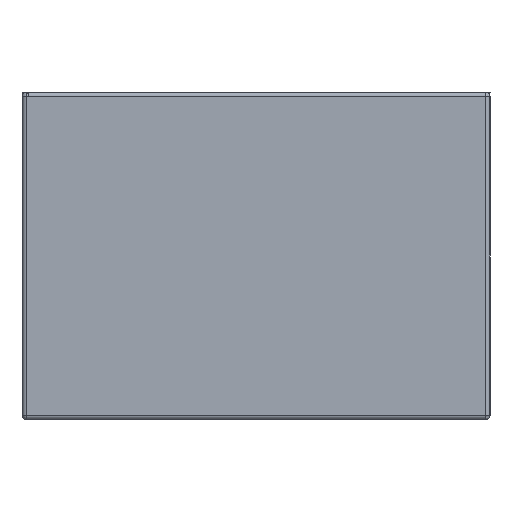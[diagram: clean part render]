
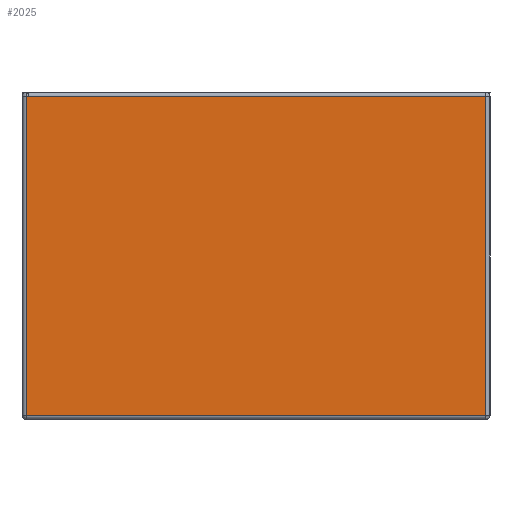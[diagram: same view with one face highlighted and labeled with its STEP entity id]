
A CAD part, left-side view. The second image highlights one B-rep face of the part: STEP entity #2025.
In plain terms, the highlighted planar face has unit normal (-1, 0, 0).
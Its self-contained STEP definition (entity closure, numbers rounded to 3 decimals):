
#176=FACE_OUTER_BOUND('',#283,.T.);
#283=EDGE_LOOP('',(#1520,#1521,#1522,#1523));
#522=LINE('',#2898,#628);
#569=LINE('',#3500,#675);
#570=LINE('',#3501,#676);
#571=LINE('',#3502,#677);
#628=VECTOR('',#2321,1000.);
#675=VECTOR('',#2476,1000.);
#676=VECTOR('',#2477,1000.);
#677=VECTOR('',#2478,1000.);
#744=VERTEX_POINT('',#2894);
#745=VERTEX_POINT('',#2896);
#873=VERTEX_POINT('',#3498);
#874=VERTEX_POINT('',#3499);
#979=EDGE_CURVE('',#745,#744,#522,.T.);
#1141=EDGE_CURVE('',#873,#874,#569,.T.);
#1142=EDGE_CURVE('',#874,#744,#570,.T.);
#1143=EDGE_CURVE('',#745,#873,#571,.T.);
#1520=ORIENTED_EDGE('',*,*,#1141,.T.);
#1521=ORIENTED_EDGE('',*,*,#1142,.T.);
#1522=ORIENTED_EDGE('',*,*,#979,.F.);
#1523=ORIENTED_EDGE('',*,*,#1143,.T.);
#1863=PLANE('',#2169);
#2025=ADVANCED_FACE('',(#176),#1863,.T.);
#2169=AXIS2_PLACEMENT_3D('',#3497,#2474,#2475);
#2321=DIRECTION('',(0.,0.,-1.));
#2474=DIRECTION('center_axis',(-1.,0.,0.));
#2475=DIRECTION('ref_axis',(0.,0.,1.));
#2476=DIRECTION('',(0.,0.,-1.));
#2477=DIRECTION('',(0.,-1.,0.));
#2478=DIRECTION('',(0.,1.,0.));
#2894=CARTESIAN_POINT('',(-0.5,-0.245,0.005));
#2896=CARTESIAN_POINT('',(-0.5,-0.245,0.345));
#2898=CARTESIAN_POINT('',(-0.5,-0.245,0.175));
#3497=CARTESIAN_POINT('Origin',(-0.5,-0.25,0.175));
#3498=CARTESIAN_POINT('',(-0.5,0.245,0.345));
#3499=CARTESIAN_POINT('',(-0.5,0.245,0.005));
#3500=CARTESIAN_POINT('',(-0.5,0.245,0.175));
#3501=CARTESIAN_POINT('',(-0.5,-0.25,0.005));
#3502=CARTESIAN_POINT('',(-0.5,-0.25,0.345));
